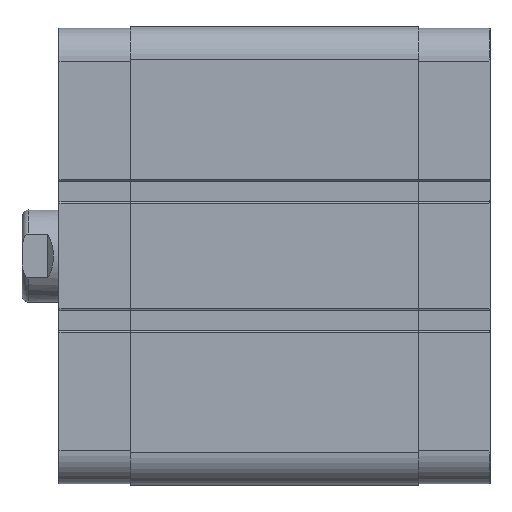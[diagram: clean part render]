
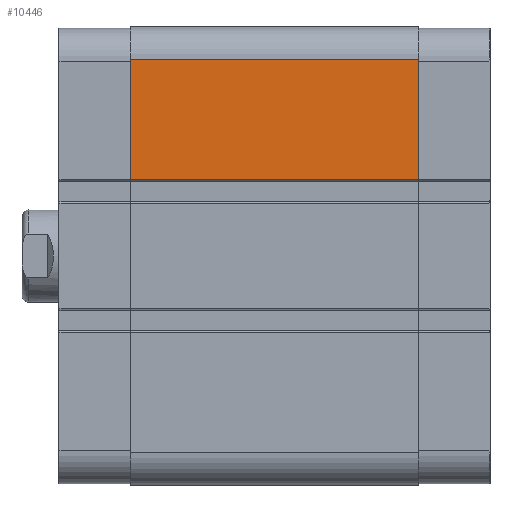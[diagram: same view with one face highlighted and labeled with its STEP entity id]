
A CAD part, left-side view. The second image highlights one B-rep face of the part: STEP entity #10446.
In plain terms, the highlighted planar face has unit normal (-1, 0, 0).
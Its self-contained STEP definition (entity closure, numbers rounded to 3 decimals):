
#6910=CARTESIAN_POINT('',(-62.,39.0,20.75));
#6911=VERTEX_POINT('',#6910);
#6919=CARTESIAN_POINT('',(-62.,39.0,53.));
#6920=VERTEX_POINT('',#6919);
#6921=CARTESIAN_POINT('',(-62.,39.0,53.));
#6922=DIRECTION('',(0.0,0.0,-1.0));
#6923=VECTOR('',#6922,32.25);
#6924=LINE('',#6921,#6923);
#6925=EDGE_CURVE('',#6920,#6911,#6924,.T.);
#9114=CARTESIAN_POINT('',(-62.,-39.0,53.));
#9115=VERTEX_POINT('',#9114);
#9123=CARTESIAN_POINT('',(-62.,-39.0,20.75));
#9124=VERTEX_POINT('',#9123);
#9125=CARTESIAN_POINT('',(-62.,-39.0,20.75));
#9126=DIRECTION('',(0.0,0.0,1.0));
#9127=VECTOR('',#9126,32.25);
#9128=LINE('',#9125,#9127);
#9129=EDGE_CURVE('',#9124,#9115,#9128,.T.);
#10419=CARTESIAN_POINT('',(-62.,-39.0,53.));
#10420=DIRECTION('',(0.0,1.0,0.0));
#10421=VECTOR('',#10420,78.0);
#10422=LINE('',#10419,#10421);
#10423=EDGE_CURVE('',#9115,#6920,#10422,.T.);
#10430=CARTESIAN_POINT('',(-62.,0.0,53.));
#10431=DIRECTION('',(-1.0,0.0,0.0));
#10432=DIRECTION('',(0.0,0.0,1.0));
#10433=AXIS2_PLACEMENT_3D('',#10430,#10431,#10432);
#10434=PLANE('',#10433);
#10435=ORIENTED_EDGE('',*,*,#6925,.T.);
#10436=CARTESIAN_POINT('',(-62.,-39.0,20.75));
#10437=DIRECTION('',(0.0,1.0,0.0));
#10438=VECTOR('',#10437,78.0);
#10439=LINE('',#10436,#10438);
#10440=EDGE_CURVE('',#9124,#6911,#10439,.T.);
#10441=ORIENTED_EDGE('',*,*,#10440,.F.);
#10442=ORIENTED_EDGE('',*,*,#9129,.T.);
#10443=ORIENTED_EDGE('',*,*,#10423,.T.);
#10444=EDGE_LOOP('',(#10435,#10441,#10442,#10443));
#10445=FACE_OUTER_BOUND('',#10444,.T.);
#10446=ADVANCED_FACE('',(#10445),#10434,.T.);
